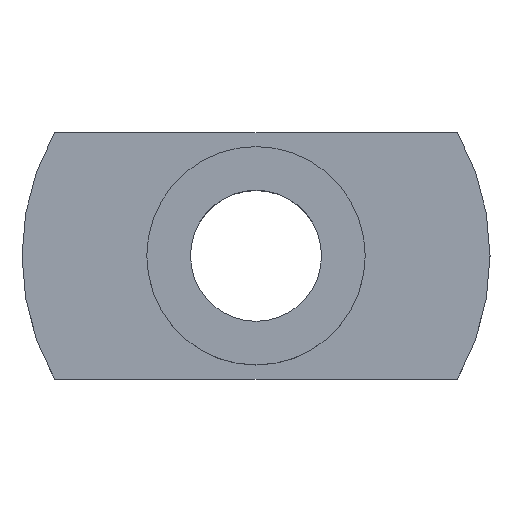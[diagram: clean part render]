
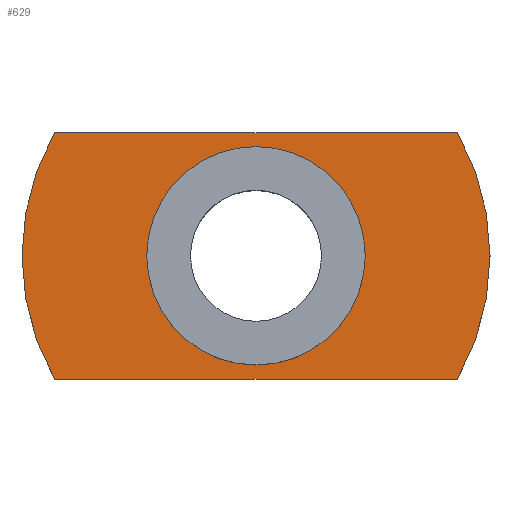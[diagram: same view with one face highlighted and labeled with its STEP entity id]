
A CAD part, top view. The second image highlights one B-rep face of the part: STEP entity #629.
In plain terms, the highlighted planar face has unit normal (0, 0, 1).
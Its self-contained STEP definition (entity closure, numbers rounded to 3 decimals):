
#11 = CIRCLE ( 'NONE', #175, 8. ) ;
#12 = CARTESIAN_POINT ( 'NONE',  ( 3.5, 3.95, 1.65 ) ) ;
#34 = EDGE_CURVE ( 'NONE', #212, #682, #11, .T. ) ;
#35 = FACE_BOUND ( 'NONE', #310, .T. ) ;
#64 = CARTESIAN_POINT ( 'NONE',  ( -6.457, 0., 1.65 ) ) ;
#65 = DIRECTION ( 'NONE',  ( 0., 0., 1. ) ) ;
#66 = ORIENTED_EDGE ( 'NONE', *, *, #563, .T. ) ;
#68 = CARTESIAN_POINT ( 'NONE',  ( 0., 3.95, 1.65 ) ) ;
#85 = DIRECTION ( 'NONE',  ( 0., 0., 1. ) ) ;
#107 = ORIENTED_EDGE ( 'NONE', *, *, #34, .T. ) ;
#125 = DIRECTION ( 'NONE',  ( 1., 0., 0. ) ) ;
#134 = DIRECTION ( 'NONE',  ( 0., 0., 1. ) ) ;
#163 = EDGE_LOOP ( 'NONE', ( #66, #379, #307, #107, #544 ) ) ;
#167 = VECTOR ( 'NONE', #497, 1000. ) ;
#173 = DIRECTION ( 'NONE',  ( 0., 0., 1. ) ) ;
#175 = AXIS2_PLACEMENT_3D ( 'NONE', #675, #215, #546 ) ;
#189 = VERTEX_POINT ( 'NONE', #64 ) ;
#210 = VERTEX_POINT ( 'NONE', #811 ) ;
#212 = VERTEX_POINT ( 'NONE', #380 ) ;
#215 = DIRECTION ( 'NONE',  ( 0., 0., 1. ) ) ;
#229 = CARTESIAN_POINT ( 'NONE',  ( 6.457, 0., 1.65 ) ) ;
#249 = ORIENTED_EDGE ( 'NONE', *, *, #641, .F. ) ;
#253 = CARTESIAN_POINT ( 'NONE',  ( -7.5, 3.95, 1.65 ) ) ;
#254 = AXIS2_PLACEMENT_3D ( 'NONE', #463, #85, #538 ) ;
#263 = EDGE_CURVE ( 'NONE', #682, #189, #421, .T. ) ;
#307 = ORIENTED_EDGE ( 'NONE', *, *, #766, .T. ) ;
#310 = EDGE_LOOP ( 'NONE', ( #698, #249 ) ) ;
#313 = CARTESIAN_POINT ( 'NONE',  ( 0., 3.95, 1.65 ) ) ;
#324 = VERTEX_POINT ( 'NONE', #12 ) ;
#329 = LINE ( 'NONE', #605, #331 ) ;
#331 = VECTOR ( 'NONE', #725, 1000. ) ;
#334 = AXIS2_PLACEMENT_3D ( 'NONE', #567, #173, #625 ) ;
#337 = CIRCLE ( 'NONE', #254, 8. ) ;
#379 = ORIENTED_EDGE ( 'NONE', *, *, #778, .T. ) ;
#380 = CARTESIAN_POINT ( 'NONE',  ( -6.457, 7.9, 1.65 ) ) ;
#400 = CIRCLE ( 'NONE', #539, 3.5 ) ;
#421 = CIRCLE ( 'NONE', #703, 8. ) ;
#440 = PLANE ( 'NONE',  #486 ) ;
#463 = CARTESIAN_POINT ( 'NONE',  ( -0.5, 3.95, 1.65 ) ) ;
#466 = FACE_OUTER_BOUND ( 'NONE', #163, .T. ) ;
#482 = EDGE_CURVE ( 'NONE', #324, #210, #535, .T. ) ;
#486 = AXIS2_PLACEMENT_3D ( 'NONE', #313, #65, #512 ) ;
#495 = VERTEX_POINT ( 'NONE', #229 ) ;
#497 = DIRECTION ( 'NONE',  ( 1., 0., 0. ) ) ;
#511 = LINE ( 'NONE', #702, #167 ) ;
#512 = DIRECTION ( 'NONE',  ( 1., 0., 0. ) ) ;
#515 = DIRECTION ( 'NONE',  ( 0., 0., 1. ) ) ;
#520 = CARTESIAN_POINT ( 'NONE',  ( 0.5, 3.95, 1.65 ) ) ;
#535 = CIRCLE ( 'NONE', #334, 3.5 ) ;
#538 = DIRECTION ( 'NONE',  ( 1., 0., 0. ) ) ;
#539 = AXIS2_PLACEMENT_3D ( 'NONE', #68, #515, #125 ) ;
#544 = ORIENTED_EDGE ( 'NONE', *, *, #263, .T. ) ;
#546 = DIRECTION ( 'NONE',  ( 1., 0., 0. ) ) ;
#563 = EDGE_CURVE ( 'NONE', #189, #495, #511, .T. ) ;
#567 = CARTESIAN_POINT ( 'NONE',  ( 0., 3.95, 1.65 ) ) ;
#599 = DIRECTION ( 'NONE',  ( 1., 0., 0. ) ) ;
#605 = CARTESIAN_POINT ( 'NONE',  ( -6.457, 7.9, 1.65 ) ) ;
#625 = DIRECTION ( 'NONE',  ( 1., 0., 0. ) ) ;
#629 = ADVANCED_FACE ( 'NONE', ( #35, #466 ), #440, .T. ) ;
#641 = EDGE_CURVE ( 'NONE', #210, #324, #400, .T. ) ;
#675 = CARTESIAN_POINT ( 'NONE',  ( 0.5, 3.95, 1.65 ) ) ;
#682 = VERTEX_POINT ( 'NONE', #253 ) ;
#698 = ORIENTED_EDGE ( 'NONE', *, *, #482, .F. ) ;
#702 = CARTESIAN_POINT ( 'NONE',  ( 6.457, 0., 1.65 ) ) ;
#703 = AXIS2_PLACEMENT_3D ( 'NONE', #520, #134, #599 ) ;
#722 = VERTEX_POINT ( 'NONE', #772 ) ;
#725 = DIRECTION ( 'NONE',  ( -1., 0., 0. ) ) ;
#766 = EDGE_CURVE ( 'NONE', #722, #212, #329, .T. ) ;
#772 = CARTESIAN_POINT ( 'NONE',  ( 6.457, 7.9, 1.65 ) ) ;
#778 = EDGE_CURVE ( 'NONE', #495, #722, #337, .T. ) ;
#811 = CARTESIAN_POINT ( 'NONE',  ( -3.5, 3.95, 1.65 ) ) ;
